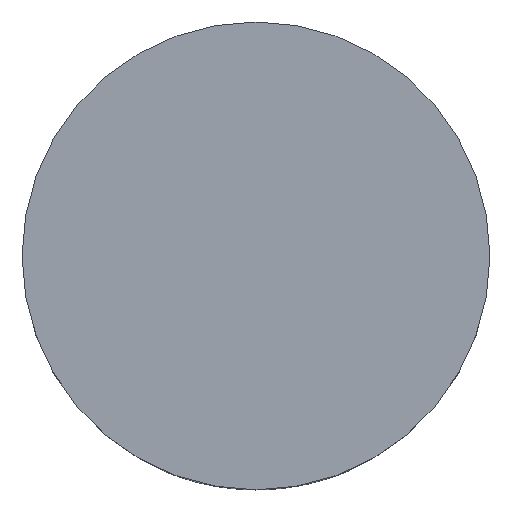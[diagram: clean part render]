
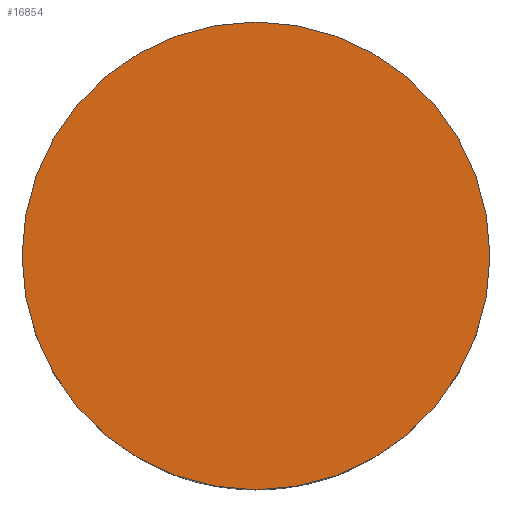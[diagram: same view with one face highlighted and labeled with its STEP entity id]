
A CAD part, top view. The second image highlights one B-rep face of the part: STEP entity #16854.
In plain terms, the highlighted planar face has unit normal (0, 0, 1).
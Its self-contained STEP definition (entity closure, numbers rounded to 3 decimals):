
#56 = CARTESIAN_POINT ( 'NONE',  ( 0., 0., 100. ) ) ;
#178 = ORIENTED_EDGE ( 'NONE', *, *, #19846, .T. ) ;
#335 = DIRECTION ( 'NONE',  ( 0., 0., 1. ) ) ;
#391 = DIRECTION ( 'NONE',  ( 1., 0., 0. ) ) ;
#760 = AXIS2_PLACEMENT_3D ( 'NONE', #15956, #12802, #391 ) ;
#1401 = CIRCLE ( 'NONE', #19299, 380. ) ;
#1815 = PLANE ( 'NONE',  #760 ) ;
#3340 = FACE_OUTER_BOUND ( 'NONE', #6638, .T. ) ;
#3419 = DIRECTION ( 'NONE',  ( 1., 0., 0. ) ) ;
#5195 = ORIENTED_EDGE ( 'NONE', *, *, #17017, .T. ) ;
#6638 = EDGE_LOOP ( 'NONE', ( #178, #5195 ) ) ;
#8112 = VERTEX_POINT ( 'NONE', #8316 ) ;
#8316 = CARTESIAN_POINT ( 'NONE',  ( 380., 0., 100. ) ) ;
#9596 = DIRECTION ( 'NONE',  ( 1., 0., 0. ) ) ;
#12364 = DIRECTION ( 'NONE',  ( 0., 0., 1. ) ) ;
#12802 = DIRECTION ( 'NONE',  ( 0., 0., 1. ) ) ;
#14726 = AXIS2_PLACEMENT_3D ( 'NONE', #18966, #335, #9596 ) ;
#15956 = CARTESIAN_POINT ( 'NONE',  ( 0., 0., 100. ) ) ;
#16023 = CIRCLE ( 'NONE', #14726, 380. ) ;
#16460 = VERTEX_POINT ( 'NONE', #18401 ) ;
#16854 = ADVANCED_FACE ( 'NONE', ( #3340 ), #1815, .T. ) ;
#17017 = EDGE_CURVE ( 'NONE', #8112, #16460, #16023, .T. ) ;
#18401 = CARTESIAN_POINT ( 'NONE',  ( -380., 0., 100. ) ) ;
#18966 = CARTESIAN_POINT ( 'NONE',  ( 0., 0., 100. ) ) ;
#19299 = AXIS2_PLACEMENT_3D ( 'NONE', #56, #12364, #3419 ) ;
#19846 = EDGE_CURVE ( 'NONE', #16460, #8112, #1401, .T. ) ;
